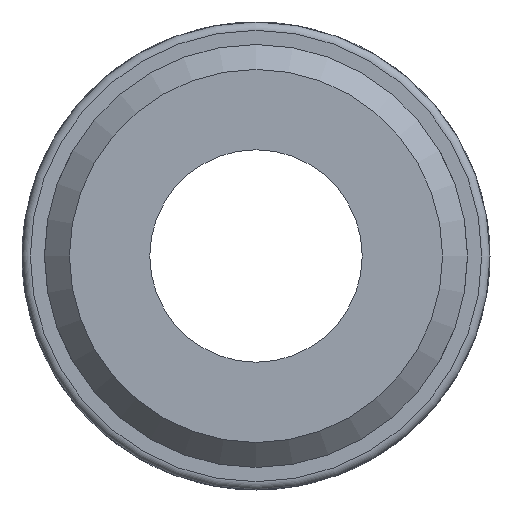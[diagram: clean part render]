
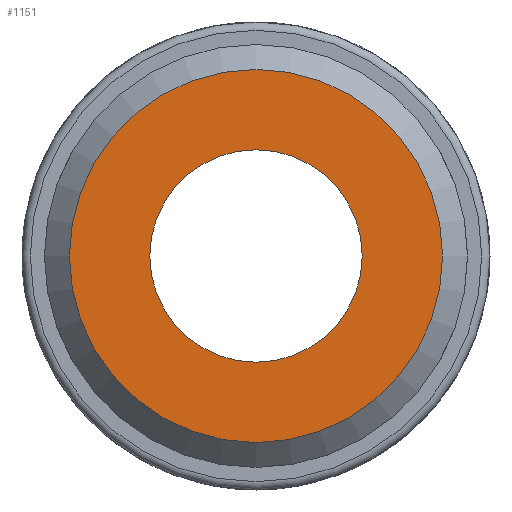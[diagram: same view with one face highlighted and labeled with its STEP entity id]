
A CAD part, left-side view. The second image highlights one B-rep face of the part: STEP entity #1151.
In plain terms, the highlighted planar face has unit normal (-1, 0, 0).
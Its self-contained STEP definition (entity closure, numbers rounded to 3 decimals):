
#57=FACE_BOUND('',#178,.T.);
#74=PLANE('',#1255);
#112=FACE_OUTER_BOUND('',#177,.T.);
#177=EDGE_LOOP('',(#820,#821));
#178=EDGE_LOOP('',(#822));
#374=CIRCLE('',#1225,6.375);
#393=CIRCLE('',#1256,11.2);
#394=CIRCLE('',#1257,11.2);
#466=VERTEX_POINT('',#1783);
#488=VERTEX_POINT('',#1847);
#489=VERTEX_POINT('',#1848);
#594=EDGE_CURVE('',#466,#466,#374,.T.);
#623=EDGE_CURVE('',#488,#489,#393,.T.);
#624=EDGE_CURVE('',#489,#488,#394,.T.);
#820=ORIENTED_EDGE('',*,*,#623,.F.);
#821=ORIENTED_EDGE('',*,*,#624,.F.);
#822=ORIENTED_EDGE('',*,*,#594,.T.);
#1151=ADVANCED_FACE('',(#112,#57),#74,.T.);
#1225=AXIS2_PLACEMENT_3D('',#1785,#1392,#1393);
#1255=AXIS2_PLACEMENT_3D('',#1846,#1462,#1463);
#1256=AXIS2_PLACEMENT_3D('',#1849,#1464,#1465);
#1257=AXIS2_PLACEMENT_3D('',#1850,#1466,#1467);
#1392=DIRECTION('center_axis',(1.,0.,0.));
#1393=DIRECTION('ref_axis',(0.,0.,-1.));
#1462=DIRECTION('center_axis',(-1.,0.,0.));
#1463=DIRECTION('ref_axis',(0.,0.,1.));
#1464=DIRECTION('center_axis',(1.,0.,0.));
#1465=DIRECTION('ref_axis',(0.,0.,-1.));
#1466=DIRECTION('center_axis',(1.,0.,0.));
#1467=DIRECTION('ref_axis',(0.,0.,-1.));
#1783=CARTESIAN_POINT('',(-139.95,0.,6.375));
#1785=CARTESIAN_POINT('Origin',(-139.95,0.,0.));
#1846=CARTESIAN_POINT('Origin',(-139.95,11.2,0.));
#1847=CARTESIAN_POINT('',(-139.95,11.2,0.));
#1848=CARTESIAN_POINT('',(-139.95,-11.2,0.));
#1849=CARTESIAN_POINT('Origin',(-139.95,0.,0.));
#1850=CARTESIAN_POINT('Origin',(-139.95,0.,0.));
